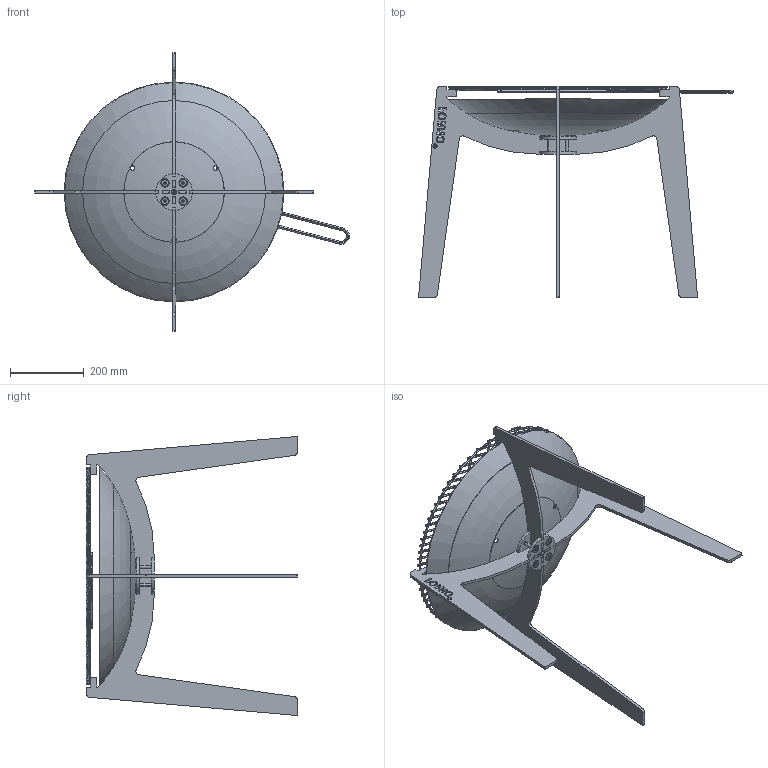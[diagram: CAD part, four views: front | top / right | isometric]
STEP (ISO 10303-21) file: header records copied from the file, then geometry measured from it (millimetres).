
FILE_DESCRIPTION (( 'STEP AP203' ), '1' );
FILE_NAME ('COSA BCA2+grill.STEP', '2021-01-08T12:39:39', ( '' ), ( '' ), 'SwSTEP 2.0', 'SolidWorks 2020', '' );
FILE_SCHEMA (( 'CONFIG_CONTROL_DESIGN' ));
Length unit declared in the file: millimetre
Products named in the file (29): BNS2 grillset staaf 12; BNS2 grillset staaf 3; BNS2 grillset staaf 10; COSA BCA BNS1 Firebowl 600x140; BNS2 grillset staaf 2; COSA BCA Connection 2; BNS2 grillset staaf 14; BNS2 grillset midden staaf; BNS2 grillset staaf 7; BNS2 grillset midden staaf 2; BNS2 grillset staaf 13; BNS2 grillset midden staaf 3; COSA FRAME; BNS2 grillset staaf 1; BNS2 grillset staaf 6; COSA BCA2+grill; countersunk flat head cross recess screw_din_DIN EN ISO 7046-1 - M10 x 50 - Z - 38N; BNS2 grillset staaf 8; COSA BCA Connection 1; BNS2 grillset staaf 5; BNS2 grillset dwarsstaaf; BNS2 grillset staaf 4; BNS2 grillset bbq rooster 600; BNS2 grillset handgreep; COSA BCA Leg plate -logo; BNS2 grillset staaf 11; COSA BCA Leg plate; BNS2 grillset staaf 9; BNS2 grillset Ring
Assembly tree (51 placements, depth 3):
  COSA BCA2+grill
    COSA FRAME
      COSA BCA Connection 1
      COSA BCA Connection 2
      COSA BCA Leg plate  x3
      countersunk flat head cross recess screw_din_DIN EN ISO 7046-1 - M10 x 50 - Z - 38N  x4
      COSA BCA Leg plate -logo
    COSA BCA BNS1 Firebowl 600x140
    BNS2 grillset bbq rooster 600
      BNS2 grillset Ring
      BNS2 grillset midden staaf  x3
      BNS2 grillset staaf 1  x2
      BNS2 grillset staaf 2  x2
      BNS2 grillset staaf 3  x2
      BNS2 grillset staaf 4  x2
      BNS2 grillset staaf 5  x2
      BNS2 grillset staaf 6  x2
      BNS2 grillset staaf 7  x2
      BNS2 grillset staaf 8  x2
      BNS2 grillset staaf 9  x2
      BNS2 grillset staaf 10  x2
      BNS2 grillset staaf 11  x2
      BNS2 grillset staaf 12  x2
      BNS2 grillset staaf 13  x2
      BNS2 grillset staaf 14  x2
      BNS2 grillset dwarsstaaf
      BNS2 grillset midden staaf 2  x2
      BNS2 grillset midden staaf 3  x2
      BNS2 grillset handgreep
Bounding box: 856.41 x 575 x 758.82 mm (x, y, z)
Volume: 2764539.1 mm3; surface area: 1461524.2 mm2
Topology: 49 solids, 49 shells, 900 faces, 2301 edges, 1494 vertices
Faces by surface type: plane 463, cylinder 296, bspline 49, cone 48, torus 40, sphere 4
Entity records: 22895 total; most frequent: CARTESIAN_POINT 5550, DIRECTION 2847, ORIENTED_EDGE 2834, EDGE_CURVE 1417, AXIS2_PLACEMENT_3D 995, VERTEX_POINT 923, LINE 857, VECTOR 857
